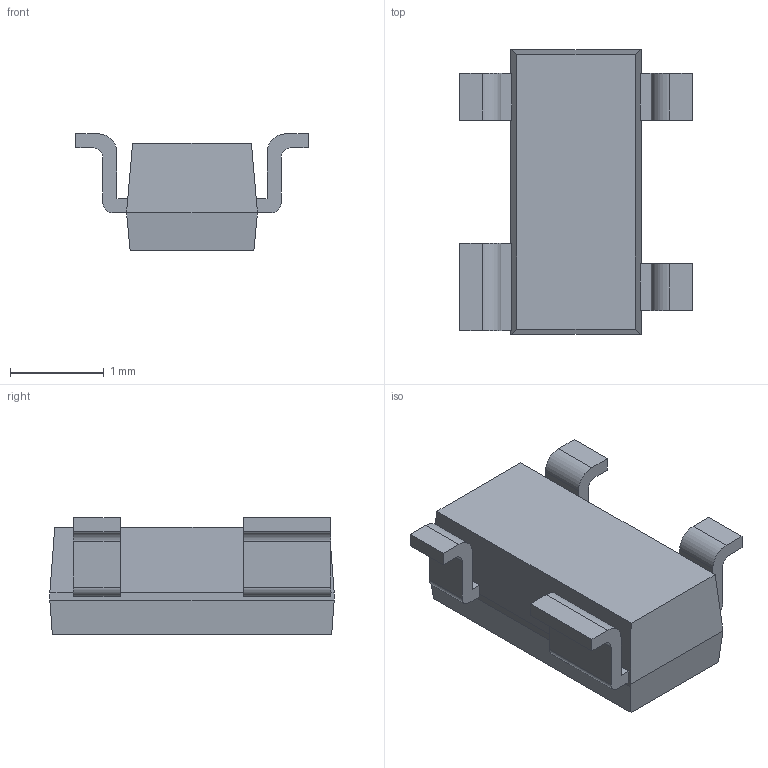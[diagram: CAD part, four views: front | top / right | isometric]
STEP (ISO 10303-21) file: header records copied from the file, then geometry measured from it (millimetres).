
FILE_DESCRIPTION((''),'2;1');
FILE_NAME('CD143A','2012-07-17T',('ryans'),('Bourns, Inc.'),'PRO/ENGINEER BY PARAMETRIC TECHNOLOGY CORPORATION, 2010100','PRO/ENGINEER BY PARAMETRIC TECHNOLOGY CORPORATION, 2010100','');
FILE_SCHEMA(('CONFIG_CONTROL_DESIGN'));
Length unit declared in the file: millimetre
Products named in the file (1): CD143A
Bounding box: 2.48 x 3.04 x 1.24 mm (x, y, z)
Volume: 5 mm3; surface area: 24.6 mm2
Topology: 1 solids, 1 shells, 60 faces, 174 edges, 116 vertices
Faces by surface type: plane 48, cylinder 12
Entity records: 2000 total; most frequent: CARTESIAN_POINT 350, ORIENTED_EDGE 348, DIRECTION 318, EDGE_CURVE 174, VECTOR 150, LINE 150, VERTEX_POINT 116, AXIS2_PLACEMENT_3D 84
